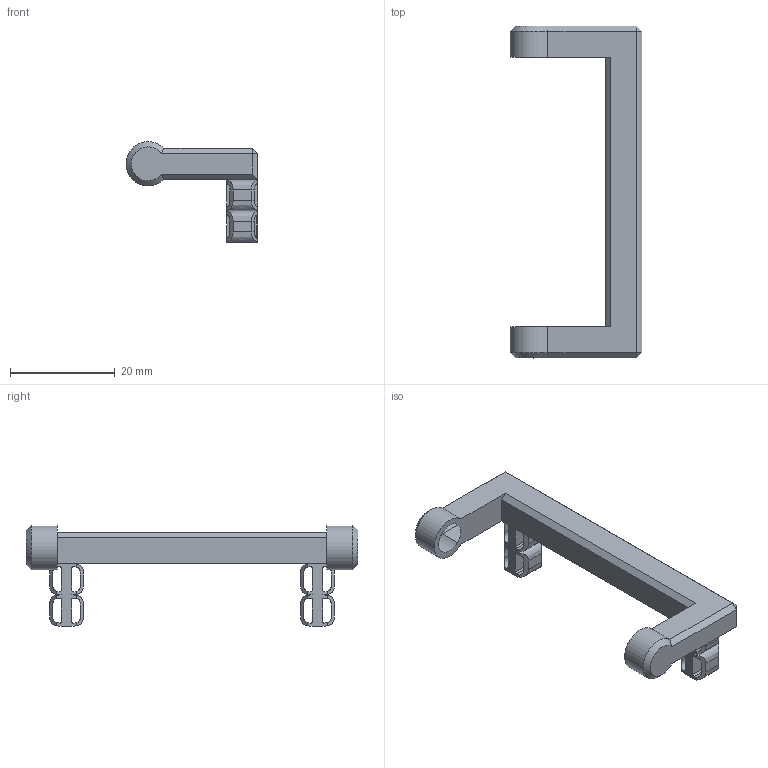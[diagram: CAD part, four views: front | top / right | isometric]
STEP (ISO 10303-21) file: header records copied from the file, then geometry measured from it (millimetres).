
FILE_DESCRIPTION(('STEP AP242'), '1');
FILE_NAME('3.1.9 Ìîäóëü êðåïëåíèÿ', '', ('UNSPECIFIED'), ('UNSPECIFIED'), 'C3D Converter', 'C3D Toolkit', '');
FILE_SCHEMA(('AP242_MANAGED_MODEL_BASED_3D_ENGINEERING_MIM_LF { 1 0 10303 442 1 1 4 }'));
Length unit declared in the file: millimetre
Products named in the file (1): -04
Bounding box: 25.23 x 63.5 x 19.23 mm (x, y, z)
Volume: 4922.7 mm3; surface area: 3475.5 mm2
Topology: 1 solids, 1 shells, 128 faces, 400 edges, 262 vertices
Faces by surface type: plane 68, extrusion 32, cylinder 20, torus 4, revolution 2, cone 2
Entity records: 8018 total; most frequent: CARTESIAN_POINT 4691, ORIENTED_EDGE 800, DIRECTION 532, EDGE_CURVE 400, VERTEX_POINT 262, VECTOR 244, LINE 212, AXIS2_PLACEMENT_3D 143
